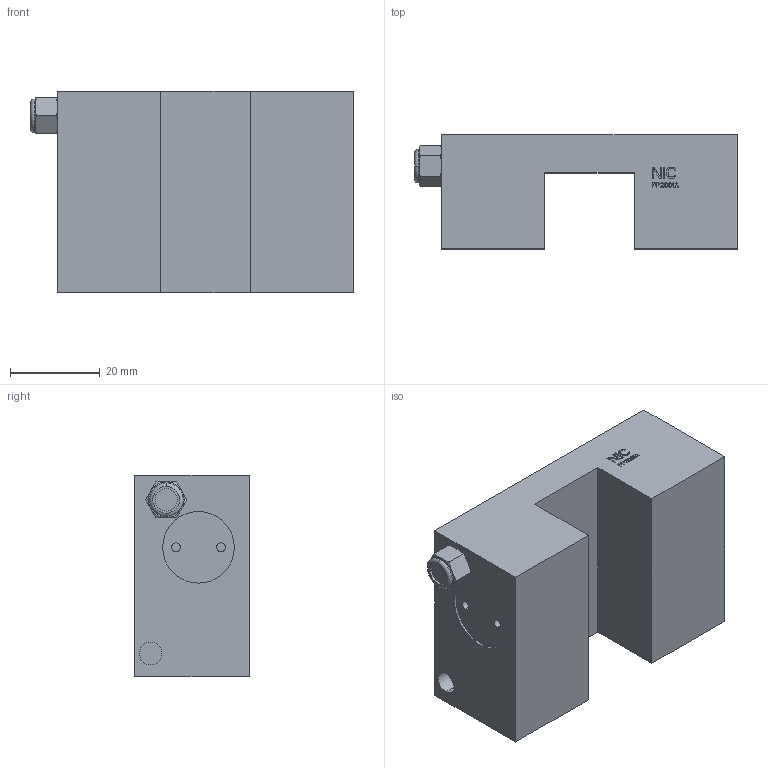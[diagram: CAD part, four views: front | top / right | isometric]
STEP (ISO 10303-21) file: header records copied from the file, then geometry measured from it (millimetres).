
FILE_DESCRIPTION((''),'2;1');
FILE_NAME('FP2001A','2025-05-18T11:28:38',('lx'),(''),'CREO PARAMETRIC BY PTC INC, 2018100','CREO PARAMETRIC BY PTC INC, 2018100','');
FILE_SCHEMA(('CONFIG_CONTROL_DESIGN'));
Length unit declared in the file: millimetre
Products named in the file (1): FP2001A
Bounding box: 72 x 25.5 x 45 mm (x, y, z)
Volume: 59364.1 mm3; surface area: 13618.4 mm2
Topology: 1 solids, 2 shells, 342 faces, 894 edges, 591 vertices
Faces by surface type: plane 276, cylinder 46, cone 16, torus 2, sphere 2
Entity records: 10472 total; most frequent: CARTESIAN_POINT 1939, ORIENTED_EDGE 1784, DIRECTION 1674, EDGE_CURVE 892, VECTOR 746, LINE 746, VERTEX_POINT 591, AXIS2_PLACEMENT_3D 464
